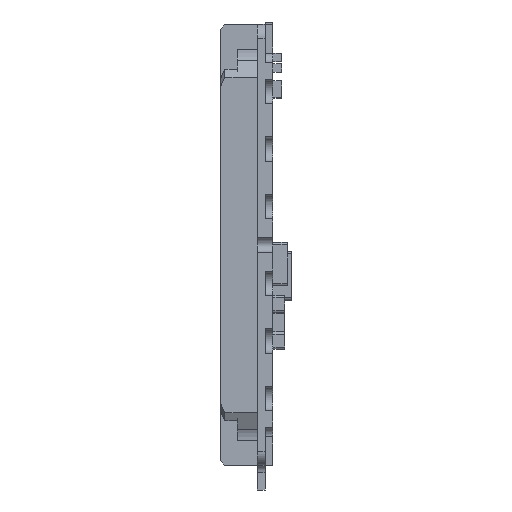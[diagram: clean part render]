
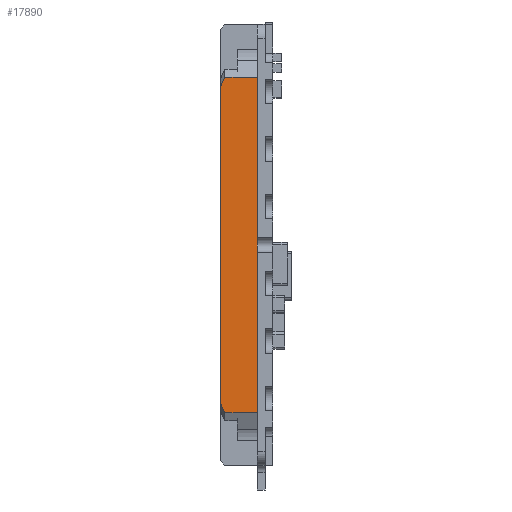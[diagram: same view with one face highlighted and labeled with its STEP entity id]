
A CAD part, left-side view. The second image highlights one B-rep face of the part: STEP entity #17890.
In plain terms, the highlighted planar face has unit normal (-1, 0, 0).
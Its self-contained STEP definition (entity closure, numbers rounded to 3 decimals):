
#6 = CARTESIAN_POINT ( 'NONE',  ( -29.5, 25.754, -1.648 ) ) ;
#367 = DIRECTION ( 'NONE',  ( 0., 0.428, -0.904 ) ) ;
#1267 = DIRECTION ( 'NONE',  ( 0., -0.428, -0.904 ) ) ;
#1418 = DIRECTION ( 'NONE',  ( 0., -1., 0. ) ) ;
#1686 = VERTEX_POINT ( 'NONE', #8591 ) ;
#2600 = ORIENTED_EDGE ( 'NONE', *, *, #7208, .T. ) ;
#2773 = ORIENTED_EDGE ( 'NONE', *, *, #8317, .F. ) ;
#2962 = CARTESIAN_POINT ( 'NONE',  ( -29.5, 8.4, -35. ) ) ;
#2997 = ORIENTED_EDGE ( 'NONE', *, *, #6105, .T. ) ;
#3614 = CARTESIAN_POINT ( 'NONE',  ( -29.5, 8.4, 35. ) ) ;
#3980 = CARTESIAN_POINT ( 'NONE',  ( -29.5, 9.4, -32.888 ) ) ;
#4273 = PLANE ( 'NONE',  #15553 ) ;
#5307 = DIRECTION ( 'NONE',  ( 0., 0., -1. ) ) ;
#5864 = EDGE_CURVE ( 'NONE', #7116, #1686, #11931, .T. ) ;
#6105 = EDGE_CURVE ( 'NONE', #13943, #9694, #10065, .T. ) ;
#6609 = LINE ( 'NONE', #13798, #15595 ) ;
#6695 = DIRECTION ( 'NONE',  ( 0., 0., 1. ) ) ;
#7044 = VECTOR ( 'NONE', #367, 1000. ) ;
#7116 = VERTEX_POINT ( 'NONE', #3614 ) ;
#7208 = EDGE_CURVE ( 'NONE', #13496, #1686, #6609, .T. ) ;
#8317 = EDGE_CURVE ( 'NONE', #13943, #18149, #15009, .T. ) ;
#8591 = CARTESIAN_POINT ( 'NONE',  ( -29.5, 1.6, 35. ) ) ;
#8696 = LINE ( 'NONE', #6, #7044 ) ;
#9694 = VERTEX_POINT ( 'NONE', #2962 ) ;
#10065 = LINE ( 'NONE', #12861, #15093 ) ;
#10899 = DIRECTION ( 'NONE',  ( 0., 0., 1. ) ) ;
#11610 = EDGE_CURVE ( 'NONE', #7116, #18149, #8696, .T. ) ;
#11931 = LINE ( 'NONE', #17619, #15385 ) ;
#12023 = DIRECTION ( 'NONE',  ( 0., -1., 0. ) ) ;
#12638 = CARTESIAN_POINT ( 'NONE',  ( -29.5, 9.4, -35. ) ) ;
#12685 = CARTESIAN_POINT ( 'NONE',  ( -29.5, 9.4, 35. ) ) ;
#12861 = CARTESIAN_POINT ( 'NONE',  ( -29.5, -1.252, -55.383 ) ) ;
#13122 = EDGE_LOOP ( 'NONE', ( #16033, #18488, #2773, #2997, #18294, #2600 ) ) ;
#13468 = CARTESIAN_POINT ( 'NONE',  ( -29.5, 1.6, -35. ) ) ;
#13496 = VERTEX_POINT ( 'NONE', #13468 ) ;
#13539 = VECTOR ( 'NONE', #10899, 1000. ) ;
#13798 = CARTESIAN_POINT ( 'NONE',  ( -29.5, 1.6, 35. ) ) ;
#13943 = VERTEX_POINT ( 'NONE', #3980 ) ;
#14650 = CARTESIAN_POINT ( 'NONE',  ( -29.5, 9.4, 35. ) ) ;
#15009 = LINE ( 'NONE', #14650, #13539 ) ;
#15093 = VECTOR ( 'NONE', #1267, 1000. ) ;
#15385 = VECTOR ( 'NONE', #12023, 1000. ) ;
#15526 = VECTOR ( 'NONE', #1418, 1000. ) ;
#15553 = AXIS2_PLACEMENT_3D ( 'NONE', #12685, #18380, #5307 ) ;
#15595 = VECTOR ( 'NONE', #6695, 1000. ) ;
#15718 = LINE ( 'NONE', #12638, #15526 ) ;
#16033 = ORIENTED_EDGE ( 'NONE', *, *, #5864, .F. ) ;
#16493 = CARTESIAN_POINT ( 'NONE',  ( -29.5, 9.4, 32.888 ) ) ;
#17146 = EDGE_CURVE ( 'NONE', #9694, #13496, #15718, .T. ) ;
#17619 = CARTESIAN_POINT ( 'NONE',  ( -29.5, 9.4, 35. ) ) ;
#17890 = ADVANCED_FACE ( 'NONE', ( #18283 ), #4273, .F. ) ;
#18149 = VERTEX_POINT ( 'NONE', #16493 ) ;
#18283 = FACE_OUTER_BOUND ( 'NONE', #13122, .T. ) ;
#18294 = ORIENTED_EDGE ( 'NONE', *, *, #17146, .T. ) ;
#18380 = DIRECTION ( 'NONE',  ( 1., 0., 0. ) ) ;
#18488 = ORIENTED_EDGE ( 'NONE', *, *, #11610, .T. ) ;
